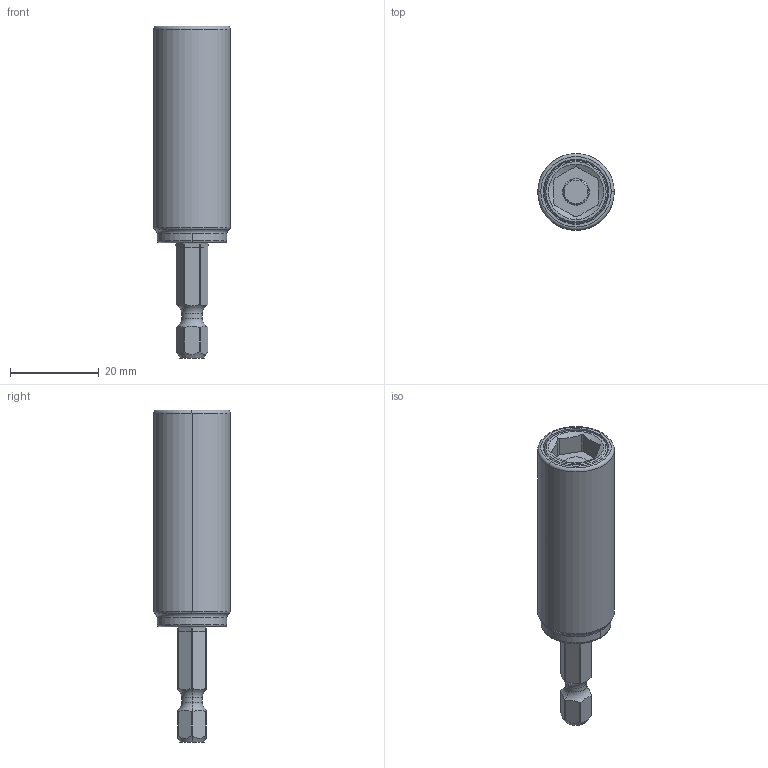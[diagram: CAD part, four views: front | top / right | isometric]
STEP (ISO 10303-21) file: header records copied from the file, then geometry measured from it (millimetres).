
FILE_DESCRIPTION((''),'2;1');
FILE_NAME('4027108510_ASM','2023-09-01T10:42:25',('a00565553'),(''),'CREO PARAMETRIC BY PTC INC, 2022414','CREO PARAMETRIC BY PTC INC, 2022414','');
FILE_SCHEMA(('CONFIG_CONTROL_DESIGN','GEOMETRIC_VALIDATION_PROPERTIES_MIM'));
Length unit declared in the file: millimetre
Products named in the file (6): 4027903089_PART; MAGNET_FLEXIBLE_TEMPLATE_AF1; SPRING_FLEXIBLE_TEMPLATE_AF0; 4027903089_ASM; 4027040551; 4027108510_ASM
Assembly tree (5 placements, depth 3):
  4027108510_ASM
    4027903089_ASM
      4027903089_PART
      MAGNET_FLEXIBLE_TEMPLATE_AF1
      SPRING_FLEXIBLE_TEMPLATE_AF0
    4027040551
Bounding box: 17.3 x 17.3 x 75 mm (x, y, z)
Volume: 10823 mm3; surface area: 8783.6 mm2
Topology: 4 solids, 4 shells, 121 faces, 287 edges, 176 vertices
Faces by surface type: cylinder 46, plane 31, torus 24, cone 18, bspline 2
Entity records: 9480 total; most frequent: CARTESIAN_POINT 6073, DIRECTION 644, ORIENTED_EDGE 570, EDGE_CURVE 285, AXIS2_PLACEMENT_3D 277, VERTEX_POINT 176, CIRCLE 144, EDGE_LOOP 127
